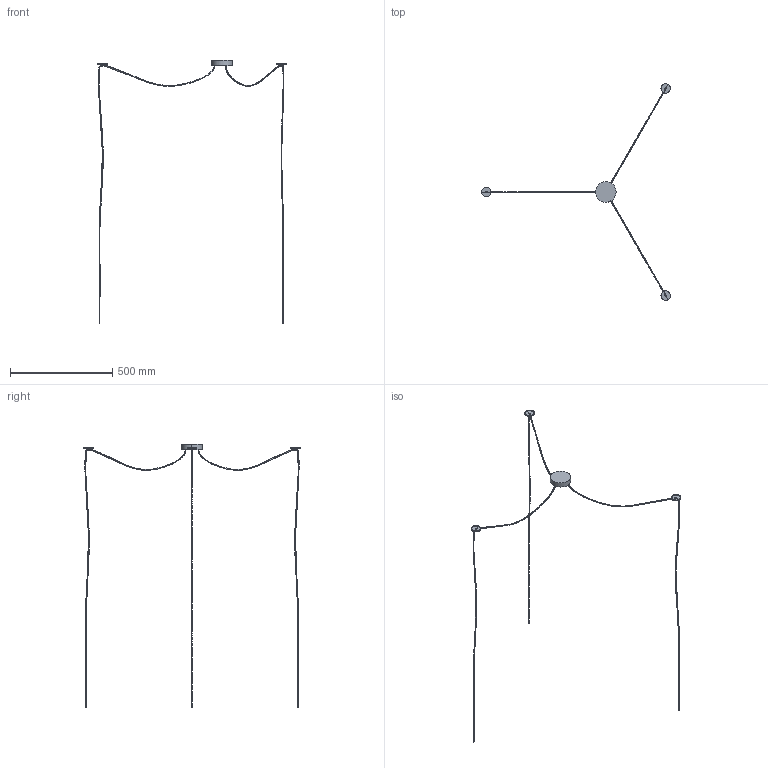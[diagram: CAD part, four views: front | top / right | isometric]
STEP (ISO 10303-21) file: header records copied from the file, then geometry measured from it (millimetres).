
FILE_DESCRIPTION(/* description */ (''),/* implementation_level */ '2;1');
FILE_NAME(/* name */ '1744.M.52_SAMOI_3cavi',/* time_stamp */ '2024-04-09T15:55:04+02:00',/* author */ (''),/* organization */ (''),/* preprocessor_version */ 'ST-DEVELOPER v16.5',/* originating_system */ 'Rhino 7.15',/* authorisation */ '');
FILE_SCHEMA (('CONFIG_CONTROL_DESIGN'));
Length unit declared in the file: millimetre
Products named in the file (1): Document
Bounding box: 922.78 x 1058.43 x 1286.01 mm (x, y, z)
Volume: 274887.5 mm3; surface area: 102022.7 mm2
Topology: 4 solids, 7 shells, 40 faces, 85 edges, 57 vertices
Faces by surface type: bspline 18, cylinder 14, plane 8
Entity records: 5012 total; most frequent: CARTESIAN_POINT 4427, ORIENTED_EDGE 138, EDGE_CURVE 72, VERTEX_POINT 43, ADVANCED_FACE 40, FACE_OUTER_BOUND 40, EDGE_LOOP 40, B_SPLINE_CURVE_WITH_KNOTS 31
